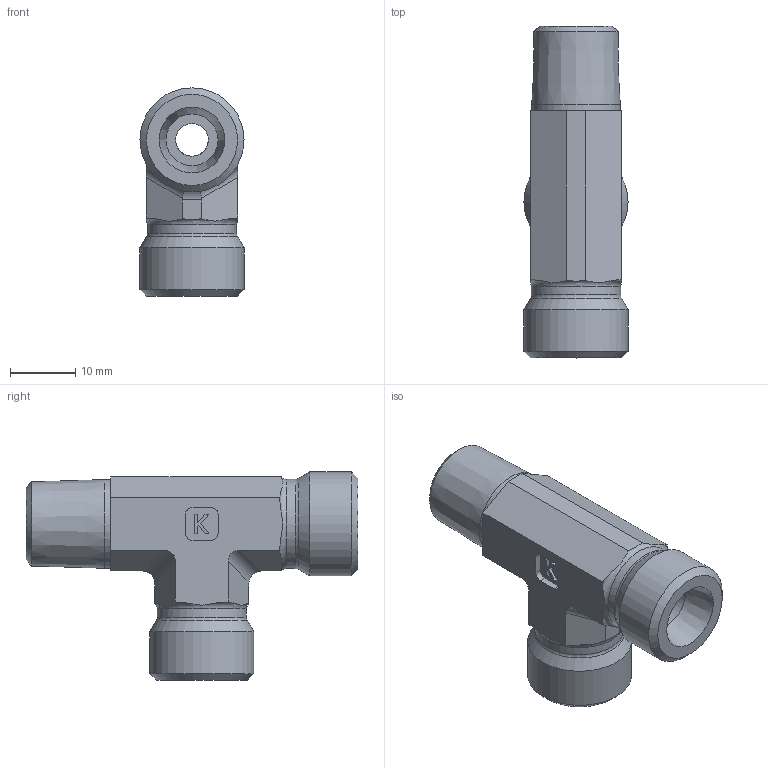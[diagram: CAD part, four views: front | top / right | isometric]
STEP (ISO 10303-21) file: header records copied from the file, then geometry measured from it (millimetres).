
FILE_DESCRIPTION((''),'2;1');
FILE_NAME('2514082816.stp','2014-10-08T11:52:18',(''),('KNOMI spol. s r. o.'),'Autodesk Inventor 2012','Autodesk Inventor 2012','');
FILE_SCHEMA(('AUTOMOTIVE_DESIGN { 1 2 10303 214 0 1 1 1 }'));
Length unit declared in the file: millimetre
Products named in the file (1): TBCR3 8SR R1/4/M16
Bounding box: 16 x 51 x 32 mm (x, y, z)
Volume: 9504.4 mm3; surface area: 4769.9 mm2
Topology: 1 solids, 1 shells, 81 faces, 215 edges, 140 vertices
Faces by surface type: plane 49, cylinder 19, cone 9, torus 4
Full cylindrical faces by diameter (mm): 5 x2, 8 x2, 13.626 x1, 13.7 x2, 16 x2
Entity records: 2452 total; most frequent: CARTESIAN_POINT 526, DIRECTION 392, ORIENTED_EDGE 368, EDGE_CURVE 184, AXIS2_PLACEMENT_3D 142, VERTEX_POINT 132, EDGE_LOOP 112, VECTOR 108
